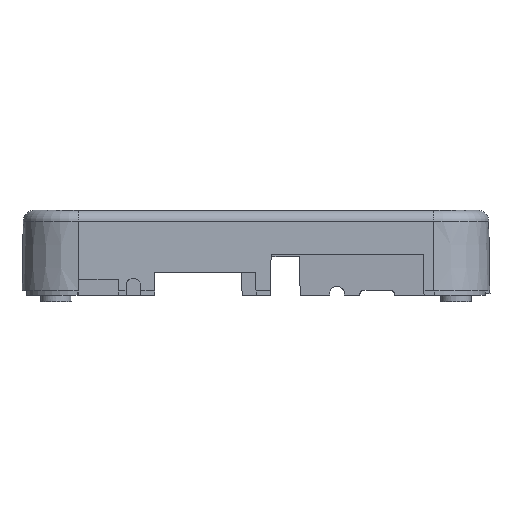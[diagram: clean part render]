
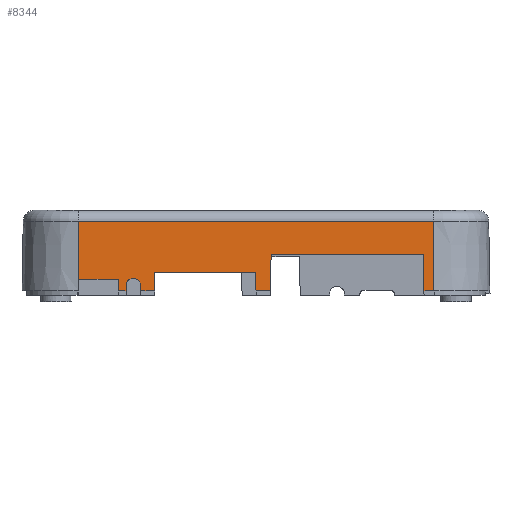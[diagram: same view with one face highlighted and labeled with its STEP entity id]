
A CAD part, left-side view. The second image highlights one B-rep face of the part: STEP entity #8344.
In plain terms, the highlighted planar face has unit normal (-1, 0, 0.018).
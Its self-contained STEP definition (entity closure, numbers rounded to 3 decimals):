
#115=ELLIPSE('',#8726,1.75,1.75);
#1185=FACE_OUTER_BOUND('',#1655,.T.);
#1655=EDGE_LOOP('',(#7637,#7638,#7639,#7640,#7641,#7642,#7643,#7644,#7645,
#7646,#7647,#7648,#7649,#7650,#7651,#7652,#7653,#7654,#7655,#7656));
#2355=LINE('',#17032,#3112);
#2357=LINE('',#17036,#3114);
#2359=LINE('',#17040,#3116);
#2363=LINE('',#17047,#3120);
#2366=LINE('',#17053,#3123);
#2368=LINE('',#17057,#3125);
#2371=LINE('',#17062,#3128);
#2374=LINE('',#17068,#3131);
#2377=LINE('',#17078,#3134);
#2379=LINE('',#17082,#3136);
#2383=LINE('',#17089,#3140);
#2386=LINE('',#17095,#3143);
#2388=LINE('',#17099,#3145);
#2390=LINE('',#17103,#3147);
#2391=LINE('',#17106,#3148);
#2392=LINE('',#17109,#3149);
#2412=LINE('',#17699,#3169);
#2413=LINE('',#17702,#3170);
#2414=LINE('',#17703,#3171);
#3112=VECTOR('',#10175,1000.);
#3114=VECTOR('',#10179,1000.);
#3116=VECTOR('',#10183,10.);
#3120=VECTOR('',#10189,1000.);
#3123=VECTOR('',#10194,1000.);
#3125=VECTOR('',#10198,1000.);
#3128=VECTOR('',#10203,10.);
#3131=VECTOR('',#10208,1000.);
#3134=VECTOR('',#10219,1000.);
#3136=VECTOR('',#10223,10.);
#3140=VECTOR('',#10229,1000.);
#3143=VECTOR('',#10234,1000.);
#3145=VECTOR('',#10238,1000.);
#3147=VECTOR('',#10242,10.);
#3148=VECTOR('',#10247,13.528);
#3149=VECTOR('',#10250,1000.);
#3169=VECTOR('',#10320,1000.);
#3170=VECTOR('',#10323,10.);
#3171=VECTOR('',#10324,13.528);
#3903=VERTEX_POINT('',#15283);
#3952=VERTEX_POINT('',#17026);
#3954=VERTEX_POINT('',#17030);
#3955=VERTEX_POINT('',#17035);
#3956=VERTEX_POINT('',#17039);
#3957=VERTEX_POINT('',#17043);
#3960=VERTEX_POINT('',#17050);
#3961=VERTEX_POINT('',#17056);
#3962=VERTEX_POINT('',#17060);
#3963=VERTEX_POINT('',#17064);
#3965=VERTEX_POINT('',#17070);
#3967=VERTEX_POINT('',#17077);
#3968=VERTEX_POINT('',#17081);
#3969=VERTEX_POINT('',#17085);
#3972=VERTEX_POINT('',#17092);
#3973=VERTEX_POINT('',#17098);
#3974=VERTEX_POINT('',#17102);
#3975=VERTEX_POINT('',#17108);
#3990=VERTEX_POINT('',#17697);
#3991=VERTEX_POINT('',#17701);
#5142=EDGE_CURVE('',#3952,#3954,#2355,.F.);
#5144=EDGE_CURVE('',#3955,#3952,#2357,.F.);
#5146=EDGE_CURVE('',#3956,#3955,#2359,.T.);
#5150=EDGE_CURVE('',#3957,#3956,#2363,.F.);
#5153=EDGE_CURVE('',#3960,#3957,#2366,.F.);
#5155=EDGE_CURVE('',#3961,#3960,#2368,.F.);
#5158=EDGE_CURVE('',#3962,#3961,#2371,.T.);
#5161=EDGE_CURVE('',#3963,#3962,#2374,.F.);
#5164=EDGE_CURVE('',#3965,#3963,#115,.F.);
#5166=EDGE_CURVE('',#3967,#3965,#2377,.F.);
#5168=EDGE_CURVE('',#3968,#3967,#2379,.T.);
#5172=EDGE_CURVE('',#3969,#3968,#2383,.F.);
#5175=EDGE_CURVE('',#3972,#3969,#2386,.F.);
#5177=EDGE_CURVE('',#3973,#3972,#2388,.F.);
#5179=EDGE_CURVE('',#3974,#3973,#2390,.T.);
#5181=EDGE_CURVE('',#3974,#3903,#2391,.T.);
#5182=EDGE_CURVE('',#3903,#3975,#2392,.T.);
#5217=EDGE_CURVE('',#3954,#3990,#2412,.F.);
#5218=EDGE_CURVE('',#3990,#3991,#2413,.T.);
#5219=EDGE_CURVE('',#3991,#3975,#2414,.T.);
#7637=ORIENTED_EDGE('',*,*,#5182,.F.);
#7638=ORIENTED_EDGE('',*,*,#5181,.F.);
#7639=ORIENTED_EDGE('',*,*,#5179,.T.);
#7640=ORIENTED_EDGE('',*,*,#5177,.T.);
#7641=ORIENTED_EDGE('',*,*,#5175,.T.);
#7642=ORIENTED_EDGE('',*,*,#5172,.T.);
#7643=ORIENTED_EDGE('',*,*,#5168,.T.);
#7644=ORIENTED_EDGE('',*,*,#5166,.T.);
#7645=ORIENTED_EDGE('',*,*,#5164,.T.);
#7646=ORIENTED_EDGE('',*,*,#5161,.T.);
#7647=ORIENTED_EDGE('',*,*,#5158,.T.);
#7648=ORIENTED_EDGE('',*,*,#5155,.T.);
#7649=ORIENTED_EDGE('',*,*,#5153,.T.);
#7650=ORIENTED_EDGE('',*,*,#5150,.T.);
#7651=ORIENTED_EDGE('',*,*,#5146,.T.);
#7652=ORIENTED_EDGE('',*,*,#5144,.T.);
#7653=ORIENTED_EDGE('',*,*,#5142,.T.);
#7654=ORIENTED_EDGE('',*,*,#5217,.T.);
#7655=ORIENTED_EDGE('',*,*,#5218,.T.);
#7656=ORIENTED_EDGE('',*,*,#5219,.T.);
#7908=PLANE('',#8761);
#8344=ADVANCED_FACE('',(#1185),#7908,.T.);
#8726=AXIS2_PLACEMENT_3D('',#17074,#10214,#10215);
#8761=AXIS2_PLACEMENT_3D('',#17700,#10321,#10322);
#10175=DIRECTION('',(0.,1.,0.));
#10179=DIRECTION('',(-0.017,0.017,-1.));
#10183=DIRECTION('',(0.,-1.,0.));
#10189=DIRECTION('',(0.017,0.017,1.));
#10194=DIRECTION('',(0.,1.,0.));
#10198=DIRECTION('',(-0.017,0.017,-1.));
#10203=DIRECTION('',(0.,-1.,0.));
#10208=DIRECTION('',(0.017,0.,1.));
#10214=DIRECTION('center_axis',(-1.,0.,
0.017));
#10215=DIRECTION('ref_axis',(-0.017,0.,-1.));
#10219=DIRECTION('',(-0.017,0.,-1.));
#10223=DIRECTION('',(0.,-1.,0.));
#10229=DIRECTION('',(0.017,0.017,1.));
#10234=DIRECTION('',(0.,1.,0.));
#10238=DIRECTION('',(-0.017,0.017,-1.));
#10242=DIRECTION('',(0.,-1.,0.));
#10247=DIRECTION('',(0.017,0.,1.));
#10250=DIRECTION('',(0.,-1.,0.));
#10320=DIRECTION('',(0.017,0.017,1.));
#10321=DIRECTION('center_axis',(-1.,0.,
0.017));
#10322=DIRECTION('ref_axis',(0.,1.,0.));
#10323=DIRECTION('',(0.,-1.,0.));
#10324=DIRECTION('',(0.017,0.,1.));
#15283=CARTESIAN_POINT('',(-2.917,95.47,17.767));
#17026=CARTESIAN_POINT('',(-3.054,49.268,9.916));
#17030=CARTESIAN_POINT('',(-3.054,12.77,9.916));
#17032=CARTESIAN_POINT('',(-3.054,47.903,9.916));
#17035=CARTESIAN_POINT('',(-3.208,49.422,1.083));
#17036=CARTESIAN_POINT('',(-3.233,49.447,-0.327));
#17039=CARTESIAN_POINT('',(-3.208,52.886,1.083));
#17040=CARTESIAN_POINT('',(-3.208,74.343,1.083));
#17043=CARTESIAN_POINT('',(-3.13,52.964,5.566));
#17047=CARTESIAN_POINT('',(-3.229,52.865,-0.114));
#17050=CARTESIAN_POINT('',(-3.13,77.13,5.566));
#17053=CARTESIAN_POINT('',(-3.13,72.289,5.566));
#17056=CARTESIAN_POINT('',(-3.208,77.208,1.083));
#17057=CARTESIAN_POINT('',(-3.23,77.23,-0.175));
#17060=CARTESIAN_POINT('',(-3.208,80.55,1.083));
#17062=CARTESIAN_POINT('',(-3.208,74.343,1.083));
#17064=CARTESIAN_POINT('',(-3.186,80.55,2.356));
#17068=CARTESIAN_POINT('',(-3.228,80.55,-0.051));
#17070=CARTESIAN_POINT('',(-3.186,84.05,2.356));
#17074=CARTESIAN_POINT('Origin',(-3.186,82.3,2.356));
#17077=CARTESIAN_POINT('',(-3.208,84.05,1.083));
#17078=CARTESIAN_POINT('',(-3.197,84.05,1.744));
#17081=CARTESIAN_POINT('',(-3.208,85.885,1.083));
#17082=CARTESIAN_POINT('',(-3.208,74.343,1.083));
#17085=CARTESIAN_POINT('',(-3.16,85.934,3.852));
#17089=CARTESIAN_POINT('',(-3.234,85.86,-0.373));
#17092=CARTESIAN_POINT('',(-3.16,95.372,3.852));
#17095=CARTESIAN_POINT('',(-3.16,78.32,3.852));
#17098=CARTESIAN_POINT('',(-3.208,95.42,1.083));
#17099=CARTESIAN_POINT('',(-3.228,95.44,-0.05));
#17102=CARTESIAN_POINT('',(-3.208,95.47,1.083));
#17103=CARTESIAN_POINT('',(-3.208,74.343,1.083));
#17106=CARTESIAN_POINT('',(-3.208,95.47,1.083));
#17108=CARTESIAN_POINT('',(-2.917,10.32,17.767));
#17109=CARTESIAN_POINT('',(-2.917,63.619,17.767));
#17697=CARTESIAN_POINT('',(-3.208,12.616,1.083));
#17699=CARTESIAN_POINT('',(-3.223,12.601,0.221));
#17700=CARTESIAN_POINT('Origin',(-3.208,74.343,1.083));
#17701=CARTESIAN_POINT('',(-3.208,10.32,1.083));
#17702=CARTESIAN_POINT('',(-3.208,74.343,1.083));
#17703=CARTESIAN_POINT('',(-3.208,10.32,1.083));
